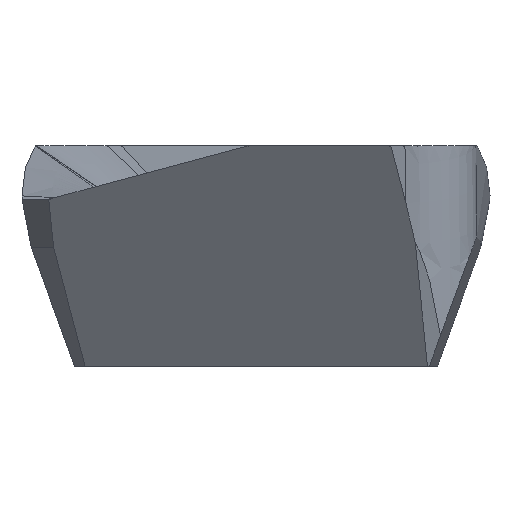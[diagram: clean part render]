
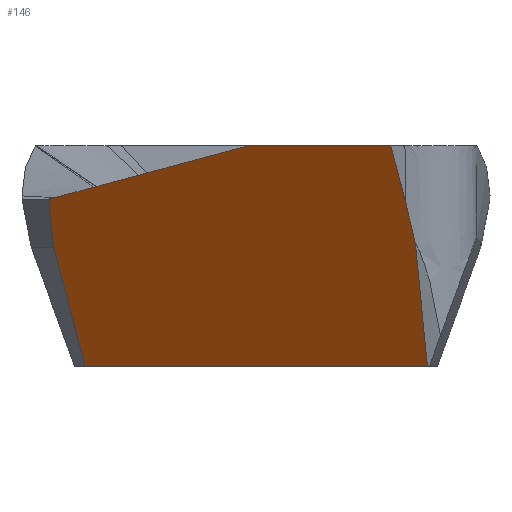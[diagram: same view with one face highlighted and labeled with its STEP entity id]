
A CAD part, left-side view. The second image highlights one B-rep face of the part: STEP entity #146.
In plain terms, the highlighted planar face has unit normal (-0.814, 0.47, -0.342).
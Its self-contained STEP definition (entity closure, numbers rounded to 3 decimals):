
#92=FACE_OUTER_BOUND('',#246,.T.);
#146=ADVANCED_FACE('',(#92),#186,.F.);
#186=PLANE('',#1119);
#246=EDGE_LOOP('',(#400,#401,#402,#403,#404,#405,#406,#407,#408));
#400=ORIENTED_EDGE('',*,*,#723,.T.);
#401=ORIENTED_EDGE('',*,*,#645,.T.);
#402=ORIENTED_EDGE('',*,*,#724,.F.);
#403=ORIENTED_EDGE('',*,*,#662,.F.);
#404=ORIENTED_EDGE('',*,*,#722,.F.);
#405=ORIENTED_EDGE('',*,*,#717,.F.);
#406=ORIENTED_EDGE('',*,*,#715,.F.);
#407=ORIENTED_EDGE('',*,*,#713,.F.);
#408=ORIENTED_EDGE('',*,*,#725,.T.);
#559=VERTEX_POINT('',#1553);
#560=VERTEX_POINT('',#1555);
#574=VERTEX_POINT('',#1649);
#575=VERTEX_POINT('',#1656);
#613=VERTEX_POINT('',#2399);
#614=VERTEX_POINT('',#2471);
#615=VERTEX_POINT('',#2540);
#616=VERTEX_POINT('',#2595);
#617=VERTEX_POINT('',#2755);
#645=EDGE_CURVE('',#560,#559,#930,.T.);
#662=EDGE_CURVE('',#574,#575,#810,.T.);
#713=EDGE_CURVE('',#613,#614,#849,.T.);
#715=EDGE_CURVE('',#614,#615,#850,.T.);
#717=EDGE_CURVE('',#615,#616,#952,.T.);
#722=EDGE_CURVE('',#616,#574,#955,.T.);
#723=EDGE_CURVE('',#617,#560,#956,.T.);
#724=EDGE_CURVE('',#575,#559,#957,.T.);
#725=EDGE_CURVE('',#613,#617,#958,.T.);
#810=B_SPLINE_CURVE_WITH_KNOTS('',3,(#1650,#1651,#1652,#1653,#1654,#1655),
 .UNSPECIFIED.,.F.,.F.,(4,1,1,4),(0.,0.333,0.667,1.),
 .UNSPECIFIED.);
#849=B_SPLINE_CURVE_WITH_KNOTS('',3,(#2461,#2462,#2463,#2464,#2465,#2466,
#2467,#2468,#2469,#2470),.UNSPECIFIED.,.F.,.F.,(4,3,3,4),(0.,0.259,
0.517,1.),.UNSPECIFIED.);
#850=B_SPLINE_CURVE_WITH_KNOTS('',3,(#2529,#2530,#2531,#2532,#2533,#2534,
#2535,#2536,#2537,#2538,#2539),.UNSPECIFIED.,.F.,.F.,(4,1,1,1,1,1,1,1,4),
(0.,0.125,0.25,0.375,0.5,0.625,0.75,0.875,1.),.UNSPECIFIED.);
#930=LINE('',#1554,#985);
#952=LINE('',#2594,#1007);
#955=LINE('',#2752,#1010);
#956=LINE('',#2754,#1011);
#957=LINE('',#2756,#1012);
#958=LINE('',#2757,#1013);
#985=VECTOR('',#1171,1.);
#1007=VECTOR('',#1211,1.);
#1010=VECTOR('',#1216,1.);
#1011=VECTOR('',#1219,1.);
#1012=VECTOR('',#1220,1.);
#1013=VECTOR('',#1221,1.);
#1119=AXIS2_PLACEMENT_3D('',#2758,#1222,#1223);
#1171=DIRECTION('',(-0.5,-0.866,0.));
#1211=DIRECTION('',(-0.5,-0.866,0.));
#1216=DIRECTION('',(0.251,-0.247,-0.936));
#1219=DIRECTION('',(0.249,-0.249,-0.936));
#1220=DIRECTION('',(0.341,-0.091,-0.936));
#1221=DIRECTION('',(0.339,-0.094,-0.936));
#1222=DIRECTION('',(0.814,-0.47,0.342));
#1223=DIRECTION('',(-0.5,-0.866,0.));
#1553=CARTESIAN_POINT('',(-9.378,-3.883,-5.));
#1554=CARTESIAN_POINT('',(-4.902,3.869,-5.));
#1555=CARTESIAN_POINT('',(-4.902,3.869,-5.));
#1649=CARTESIAN_POINT('',(-10.654,-3.394,-1.293));
#1650=CARTESIAN_POINT('',(-10.654,-3.394,-1.293));
#1651=CARTESIAN_POINT('',(-10.627,-3.42,-1.393));
#1652=CARTESIAN_POINT('',(-10.571,-3.471,-1.595));
#1653=CARTESIAN_POINT('',(-10.484,-3.544,-1.902));
#1654=CARTESIAN_POINT('',(-10.423,-3.589,-2.11));
#1655=CARTESIAN_POINT('',(-10.392,-3.612,-2.215));
#1656=CARTESIAN_POINT('',(-10.392,-3.612,-2.215));
#2399=CARTESIAN_POINT('',(-6.017,4.696,-1.213));
#2461=CARTESIAN_POINT('',(-6.017,4.696,-1.213));
#2462=CARTESIAN_POINT('',(-6.056,4.639,-1.198));
#2463=CARTESIAN_POINT('',(-6.095,4.581,-1.183));
#2464=CARTESIAN_POINT('',(-6.135,4.524,-1.167));
#2465=CARTESIAN_POINT('',(-6.174,4.467,-1.152));
#2466=CARTESIAN_POINT('',(-6.214,4.41,-1.137));
#2467=CARTESIAN_POINT('',(-6.253,4.353,-1.121));
#2468=CARTESIAN_POINT('',(-6.327,4.246,-1.093));
#2469=CARTESIAN_POINT('',(-6.4,4.14,-1.064));
#2470=CARTESIAN_POINT('',(-6.474,4.033,-1.036));
#2471=CARTESIAN_POINT('',(-6.474,4.033,-1.036));
#2529=CARTESIAN_POINT('',(-6.474,4.033,-1.036));
#2530=CARTESIAN_POINT('',(-6.588,3.867,-0.991));
#2531=CARTESIAN_POINT('',(-6.815,3.538,-0.903));
#2532=CARTESIAN_POINT('',(-7.151,3.052,-0.773));
#2533=CARTESIAN_POINT('',(-7.484,2.569,-0.643));
#2534=CARTESIAN_POINT('',(-7.815,2.089,-0.515));
#2535=CARTESIAN_POINT('',(-8.145,1.611,-0.387));
#2536=CARTESIAN_POINT('',(-8.475,1.132,-0.258));
#2537=CARTESIAN_POINT('',(-8.807,0.652,-0.13));
#2538=CARTESIAN_POINT('',(-9.029,0.329,-0.043));
#2539=CARTESIAN_POINT('',(-9.141,0.168,0.));
#2540=CARTESIAN_POINT('',(-9.141,0.168,0.));
#2594=CARTESIAN_POINT('',(-9.141,0.168,0.));
#2595=CARTESIAN_POINT('',(-11.,-3.053,0.));
#2752=CARTESIAN_POINT('',(-11.,-3.053,0.));
#2754=CARTESIAN_POINT('',(-5.618,4.586,-2.312));
#2755=CARTESIAN_POINT('',(-5.618,4.586,-2.312));
#2756=CARTESIAN_POINT('',(-10.392,-3.612,-2.215));
#2757=CARTESIAN_POINT('',(-6.017,4.696,-1.213));
#2758=CARTESIAN_POINT('',(-8.728,0.882,0.));
